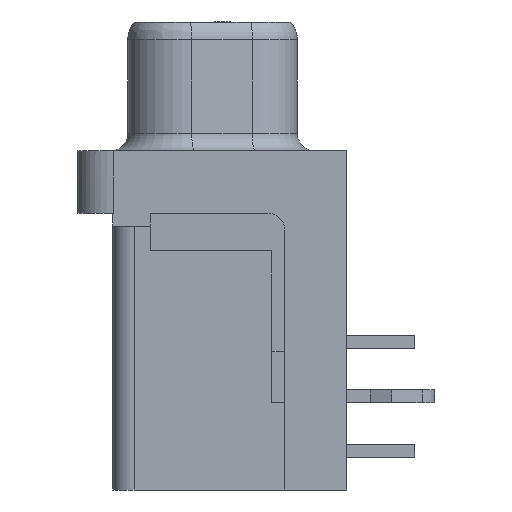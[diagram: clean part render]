
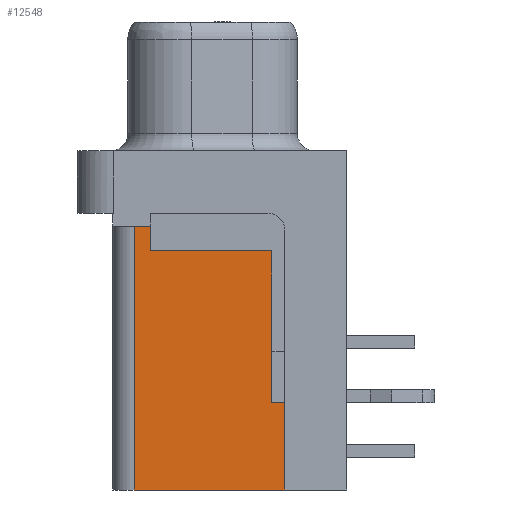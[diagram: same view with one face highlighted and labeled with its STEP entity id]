
A CAD part, left-side view. The second image highlights one B-rep face of the part: STEP entity #12548.
In plain terms, the highlighted planar face has unit normal (-1, 0, 0).
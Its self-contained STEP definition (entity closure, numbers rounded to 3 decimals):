
#1261=DIRECTION('',(0.,0.,1.));
#1262=VECTOR('',#1261,12.11);
#1263=CARTESIAN_POINT('',(-20.47,-3.36,-21.8));
#1264=LINE('',#1263,#1262);
#2003=DIRECTION('',(0.,1.,0.));
#2004=VECTOR('',#2003,5.48);
#2005=CARTESIAN_POINT('',(-20.47,-2.58,-8.91));
#2006=LINE('',#2005,#2004);
#2257=DIRECTION('',(0.,0.,-1.));
#2258=VECTOR('',#2257,12.29);
#2259=CARTESIAN_POINT('',(-20.47,3.65,-9.51));
#2260=LINE('',#2259,#2258);
#2261=DIRECTION('',(0.,-1.,0.));
#2262=VECTOR('',#2261,0.75);
#2263=CARTESIAN_POINT('',(-20.47,3.65,-9.51));
#2264=LINE('',#2263,#2262);
#2265=DIRECTION('',(0.,0.,-1.));
#2266=VECTOR('',#2265,0.6);
#2267=CARTESIAN_POINT('',(-20.47,2.9,-8.91));
#2268=LINE('',#2267,#2266);
#2269=CARTESIAN_POINT('',(-20.47,-2.58,-9.69));
#2270=DIRECTION('',(1.,0.,0.));
#2271=DIRECTION('',(0.,0.,1.));
#2272=AXIS2_PLACEMENT_3D('',#2269,#2270,#2271);
#2274=DIRECTION('',(0.,1.,0.));
#2275=VECTOR('',#2274,7.01);
#2276=CARTESIAN_POINT('',(-20.47,-3.36,-21.8));
#2277=LINE('',#2276,#2275);
#7570=CARTESIAN_POINT('',(-20.47,-3.36,-21.8));
#7571=CARTESIAN_POINT('',(-20.47,-3.36,-9.69));
#7572=VERTEX_POINT('',#7570);
#7573=VERTEX_POINT('',#7571);
#7578=CARTESIAN_POINT('',(-20.47,-2.58,-8.91));
#7579=VERTEX_POINT('',#7578);
#7758=CARTESIAN_POINT('',(-20.47,2.9,-8.91));
#7759=CARTESIAN_POINT('',(-20.47,2.9,-9.51));
#7760=VERTEX_POINT('',#7758);
#7761=VERTEX_POINT('',#7759);
#9232=CARTESIAN_POINT('',(-20.47,3.65,-21.8));
#9234=VERTEX_POINT('',#9232);
#9238=CARTESIAN_POINT('',(-20.47,3.65,-9.51));
#9239=VERTEX_POINT('',#9238);
#12534=CARTESIAN_POINT('',(-20.47,0.,0.));
#12535=DIRECTION('',(1.,0.,0.));
#12536=DIRECTION('',(0.,0.,-1.));
#12537=AXIS2_PLACEMENT_3D('',#12534,#12535,#12536);
#12538=PLANE('',#12537);
#12539=ORIENTED_EDGE('',*,*,#10947,.F.);
#12540=ORIENTED_EDGE('',*,*,#10976,.T.);
#12541=ORIENTED_EDGE('',*,*,#12269,.F.);
#12542=ORIENTED_EDGE('',*,*,#12188,.F.);
#12543=ORIENTED_EDGE('',*,*,#12017,.T.);
#12544=ORIENTED_EDGE('',*,*,#11066,.F.);
#12545=ORIENTED_EDGE('',*,*,#10898,.T.);
#12546=EDGE_LOOP('',(#12539,#12540,#12541,#12542,#12543,#12544,#12545));
#12547=FACE_OUTER_BOUND('',#12546,.F.);
#2273=CIRCLE('',#2272,0.78);
#10898=EDGE_CURVE('',#7572,#9234,#2277,.T.);
#10947=EDGE_CURVE('',#9239,#9234,#2260,.T.);
#10976=EDGE_CURVE('',#9239,#7761,#2264,.T.);
#11066=EDGE_CURVE('',#7572,#7573,#1264,.T.);
#12017=EDGE_CURVE('',#7579,#7573,#2273,.T.);
#12188=EDGE_CURVE('',#7579,#7760,#2006,.T.);
#12269=EDGE_CURVE('',#7760,#7761,#2268,.T.);
#12548=ADVANCED_FACE('',(#12547),#12538,.F.);
